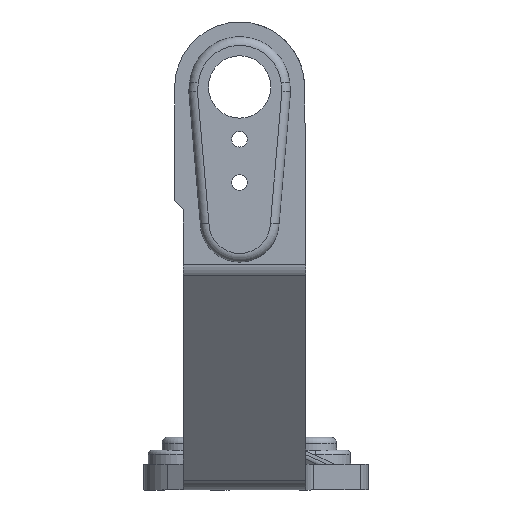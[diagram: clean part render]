
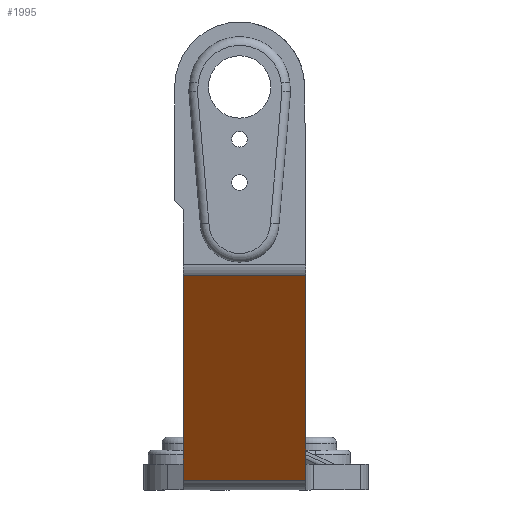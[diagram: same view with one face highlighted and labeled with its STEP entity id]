
A CAD part, left-side view. The second image highlights one B-rep face of the part: STEP entity #1995.
In plain terms, the highlighted planar face has unit normal (-0.785, 0, -0.619).
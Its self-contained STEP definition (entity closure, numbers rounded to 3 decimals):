
#74=PLANE('',#2115);
#126=FACE_OUTER_BOUND('',#242,.T.);
#242=EDGE_LOOP('',(#1342,#1343,#1344,#1345,#1346,#1347));
#379=LINE('',#2998,#553);
#380=LINE('',#3001,#554);
#385=LINE('',#3012,#559);
#386=LINE('',#3014,#560);
#387=LINE('',#3015,#561);
#388=LINE('',#3016,#562);
#553=VECTOR('',#2354,10.);
#554=VECTOR('',#2357,10.);
#559=VECTOR('',#2364,10.);
#560=VECTOR('',#2365,10.);
#561=VECTOR('',#2366,10.);
#562=VECTOR('',#2367,10.);
#832=VERTEX_POINT('',#2991);
#835=VERTEX_POINT('',#2996);
#836=VERTEX_POINT('',#3000);
#840=VERTEX_POINT('',#3010);
#841=VERTEX_POINT('',#3011);
#842=VERTEX_POINT('',#3013);
#1031=EDGE_CURVE('',#835,#832,#379,.T.);
#1032=EDGE_CURVE('',#832,#836,#380,.T.);
#1037=EDGE_CURVE('',#840,#841,#385,.T.);
#1038=EDGE_CURVE('',#842,#840,#386,.T.);
#1039=EDGE_CURVE('',#836,#842,#387,.T.);
#1040=EDGE_CURVE('',#841,#835,#388,.T.);
#1342=ORIENTED_EDGE('',*,*,#1037,.F.);
#1343=ORIENTED_EDGE('',*,*,#1038,.F.);
#1344=ORIENTED_EDGE('',*,*,#1039,.F.);
#1345=ORIENTED_EDGE('',*,*,#1032,.F.);
#1346=ORIENTED_EDGE('',*,*,#1031,.F.);
#1347=ORIENTED_EDGE('',*,*,#1040,.F.);
#1995=ADVANCED_FACE('',(#126),#74,.T.);
#2115=AXIS2_PLACEMENT_3D('',#3009,#2362,#2363);
#2354=DIRECTION('',(0.,1.,0.));
#2357=DIRECTION('',(-0.619,0.,0.785));
#2362=DIRECTION('center_axis',(-0.785,0.,-0.619));
#2363=DIRECTION('ref_axis',(-0.619,0.,0.785));
#2364=DIRECTION('',(0.619,0.,-0.785));
#2365=DIRECTION('',(0.,-1.,0.));
#2366=DIRECTION('',(-0.619,0.,0.785));
#2367=DIRECTION('',(0.619,0.,-0.785));
#2991=CARTESIAN_POINT('',(-22.618,8.075,43.254));
#2996=CARTESIAN_POINT('',(-22.618,-6.094,43.254));
#2998=CARTESIAN_POINT('',(-22.618,-3.213,43.254));
#3000=CARTESIAN_POINT('',(-24.082,8.075,45.111));
#3001=CARTESIAN_POINT('',(-19.123,8.075,38.821));
#3009=CARTESIAN_POINT('Origin',(-24.082,-6.094,45.111));
#3010=CARTESIAN_POINT('',(-41.266,-6.094,66.906));
#3011=CARTESIAN_POINT('',(-38.695,-6.094,63.646));
#3012=CARTESIAN_POINT('',(-45.694,-6.094,72.522));
#3013=CARTESIAN_POINT('',(-41.266,8.075,66.906));
#3014=CARTESIAN_POINT('',(-41.266,-2.269,66.906));
#3015=CARTESIAN_POINT('',(-41.695,8.075,67.451));
#3016=CARTESIAN_POINT('',(-23.467,-6.094,44.33));
